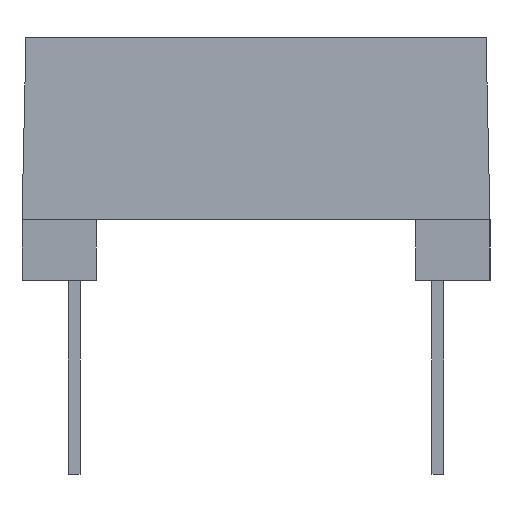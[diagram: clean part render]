
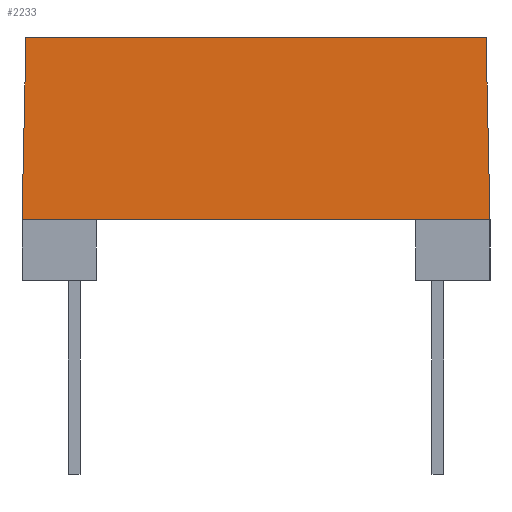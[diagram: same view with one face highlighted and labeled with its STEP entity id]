
A CAD part, left-side view. The second image highlights one B-rep face of the part: STEP entity #2233.
In plain terms, the highlighted planar face has unit normal (-1, 0, 0.022).
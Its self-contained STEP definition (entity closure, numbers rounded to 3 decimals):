
#110=FACE_OUTER_BOUND('',#243,.T.);
#243=EDGE_LOOP('',(#1718,#1719,#1720,#1721,#1722,#1723));
#403=LINE('',#3191,#693);
#412=LINE('',#3210,#702);
#437=LINE('',#3258,#727);
#506=LINE('',#3397,#796);
#512=LINE('',#3408,#802);
#513=LINE('',#3410,#803);
#693=VECTOR('',#2623,10.);
#702=VECTOR('',#2640,10.);
#727=VECTOR('',#2677,10.);
#796=VECTOR('',#2776,10.);
#802=VECTOR('',#2786,10.);
#803=VECTOR('',#2789,10.);
#952=VERTEX_POINT('',#3184);
#954=VERTEX_POINT('',#3190);
#957=VERTEX_POINT('',#3201);
#960=VERTEX_POINT('',#3209);
#1032=VERTEX_POINT('',#3396);
#1035=VERTEX_POINT('',#3406);
#1179=EDGE_CURVE('',#952,#954,#403,.T.);
#1188=EDGE_CURVE('',#957,#960,#412,.T.);
#1213=EDGE_CURVE('',#954,#957,#437,.T.);
#1282=EDGE_CURVE('',#952,#1032,#506,.F.);
#1288=EDGE_CURVE('',#960,#1035,#512,.T.);
#1289=EDGE_CURVE('',#1032,#1035,#513,.F.);
#1718=ORIENTED_EDGE('',*,*,#1179,.T.);
#1719=ORIENTED_EDGE('',*,*,#1213,.T.);
#1720=ORIENTED_EDGE('',*,*,#1188,.T.);
#1721=ORIENTED_EDGE('',*,*,#1288,.T.);
#1722=ORIENTED_EDGE('',*,*,#1289,.F.);
#1723=ORIENTED_EDGE('',*,*,#1282,.F.);
#2027=PLANE('',#2374);
#2233=ADVANCED_FACE('',(#110),#2027,.T.);
#2374=AXIS2_PLACEMENT_3D('',#3409,#2787,#2788);
#2623=DIRECTION('',(0.,-1.,0.));
#2640=DIRECTION('',(0.,-1.,0.));
#2677=DIRECTION('',(0.,-1.,0.));
#2776=DIRECTION('',(-0.022,0.022,-1.));
#2786=DIRECTION('',(0.022,0.022,1.));
#2787=DIRECTION('center_axis',(-1.,0.,0.022));
#2788=DIRECTION('ref_axis',(0.,-1.,0.));
#2789=DIRECTION('',(0.,1.,0.));
#3184=CARTESIAN_POINT('',(-1.755,8.71,5.33));
#3190=CARTESIAN_POINT('',(-1.755,7.16,5.33));
#3191=CARTESIAN_POINT('',(-1.755,8.71,5.33));
#3201=CARTESIAN_POINT('',(-1.755,0.46,5.33));
#3209=CARTESIAN_POINT('',(-1.755,-1.09,5.33));
#3210=CARTESIAN_POINT('',(-1.755,8.71,5.33));
#3258=CARTESIAN_POINT('',(-1.755,8.71,5.33));
#3396=CARTESIAN_POINT('',(-1.672,8.627,9.14));
#3397=CARTESIAN_POINT('',(-1.751,8.706,5.534));
#3406=CARTESIAN_POINT('',(-1.672,-1.007,9.14));
#3408=CARTESIAN_POINT('',(-1.753,-1.088,5.437));
#3409=CARTESIAN_POINT('Origin',(-1.755,8.71,5.33));
#3410=CARTESIAN_POINT('',(-1.672,6.26,9.14));
